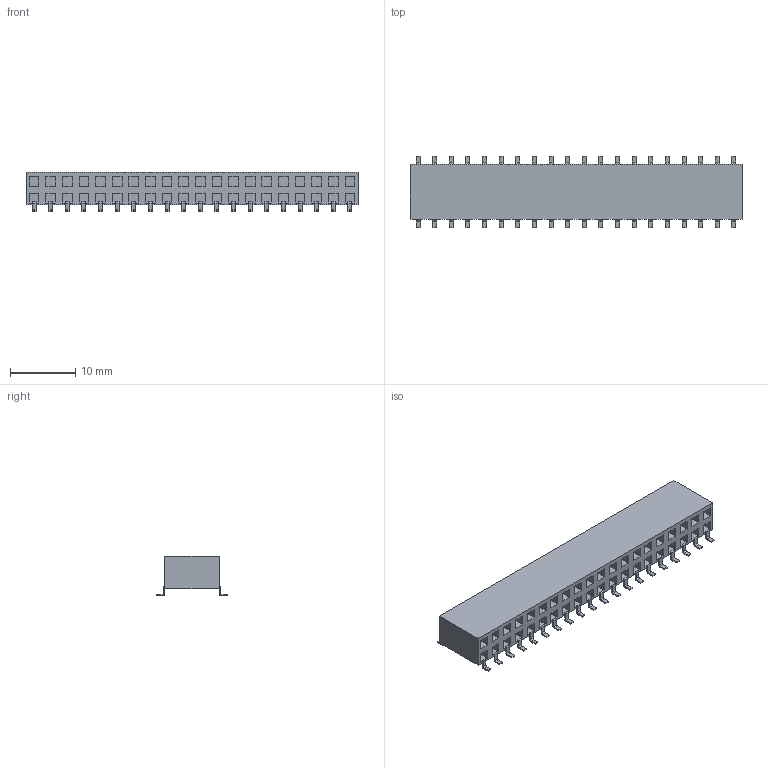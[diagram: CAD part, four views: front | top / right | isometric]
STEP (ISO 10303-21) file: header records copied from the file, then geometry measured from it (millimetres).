
FILE_DESCRIPTION(/* description */ (''),/* implementation_level */ '2;1');
FILE_NAME(/* name */ '40 Pin Header.step',/* time_stamp */ '2018-09-21T13:00:37-05:00',/* author */ ('bmboucher'),/* organization */ (''),/* preprocessor_version */ 'ST-DEVELOPER v17.2',/* originating_system */ 'Autodesk Translation Framework v7.6.0.251',/* authorisation */ '');
FILE_SCHEMA (('AUTOMOTIVE_DESIGN { 1 0 10303 214 3 1 1 }'));
Length unit declared in the file: millimetre
Products named in the file (1): 40 Pin Header
Bounding box: 50.72 x 10.9 x 6.03 mm (x, y, z)
Volume: 1907 mm3; surface area: 2228.5 mm2
Topology: 41 solids, 41 shells, 606 faces, 1452 edges, 968 vertices
Faces by surface type: plane 486, cylinder 120
Entity records: 17443 total; most frequent: CARTESIAN_POINT 3027, DIRECTION 2906, ORIENTED_EDGE 2904, EDGE_CURVE 1452, LINE 1212, VECTOR 1212, VERTEX_POINT 968, AXIS2_PLACEMENT_3D 847
